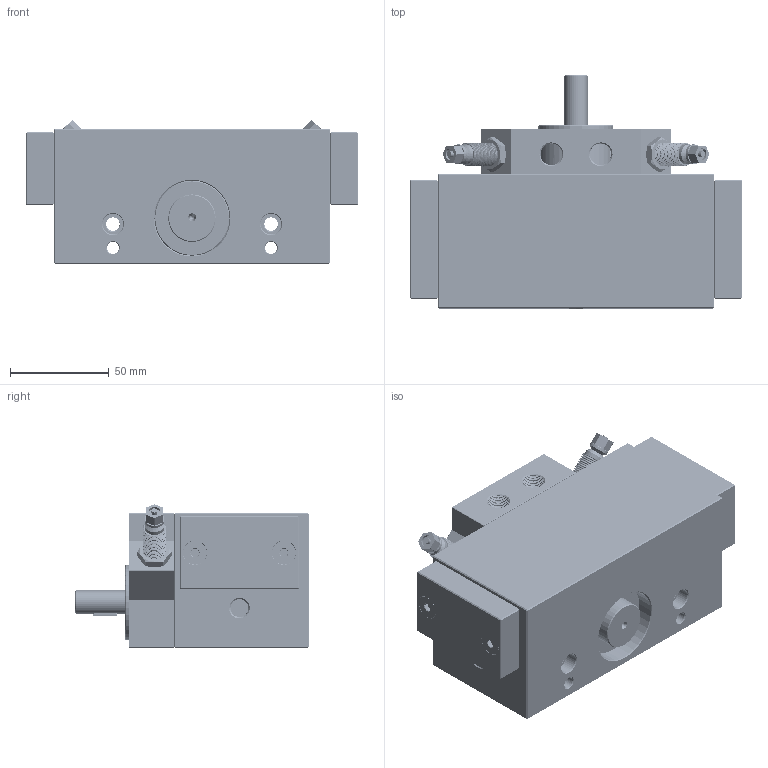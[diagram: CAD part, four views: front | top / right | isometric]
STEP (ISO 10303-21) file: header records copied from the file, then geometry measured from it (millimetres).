
FILE_DESCRIPTION(/* description */ (''),/* implementation_level */ '2;1');
FILE_NAME(/* name */ '2a2a73a5-98b5-4883-966f-ea0aa7e5559b.stp',/* time_stamp */ '2021-10-22T06:59:32+00:00',/* author */ (''),/* organization */ (''),/* preprocessor_version */ 'ST-DEVELOPER v18.1',/* originating_system */ 'Autodesk Translation Framework v10.10.0.1391',/* authorisation */ '');
FILE_SCHEMA (('AUTOMOTIVE_DESIGN { 1 0 10303 214 3 1 1 }'));
Products named in the file (14): MD 32/180 B; Body_part_1; Body_part_2; Body_part_3; AS 12/60; AS 12/60_1; Screw_M12; Hex_nut_M12; Flat_head_screw_M6; Socket_head_screw_M6; Rod; Pin_6; Woodruff_key_4x5; Pin_8
Assembly tree (19 placements, depth 3):
  MD 32/180 B
    Body_part_1
    Body_part_2  x2
    Body_part_3
    AS 12/60
      Screw_M12
      Hex_nut_M12
    AS 12/60_1
      Screw_M12
      Hex_nut_M12
    Flat_head_screw_M6  x2
    Socket_head_screw_M6  x2
    Pin_6  x2
    Rod
    Woodruff_key_4x5
    Pin_8
Bounding box: 168 x 118 x 72.48 mm (x, y, z)
Volume: 804726.3 mm3; surface area: 136603.2 mm2
Topology: 20 solids, 20 shells, 1956 faces, 5376 edges, 3479 vertices
Faces by surface type: cylinder 1297, plane 318, bspline 195, cone 132, sphere 12, torus 2
Full cylindrical faces by diameter (mm): 2 x1, 3 x2, 4.234 x9, 4.701 x44, 5.026 x50, 5.035 x20, 5.12 x3, 6 x112, 6.147 x12, 6.779 x42, 8 x4, 8.17 x23, 8.526 x14, 9 x2, 9.036 x30, 10 x6, 10.147 x32, 10.198 x16, 10.4 x4, 10.741 x62, 11 x2, 11.035 x111, 11.884 x82, 12 x5, 12.152 x109, 24 x1, 38 x3
Entity records: 128532 total; most frequent: CARTESIAN_POINT 95148, ORIENTED_EDGE 8374, DIRECTION 4550, EDGE_CURVE 4187, VERTEX_POINT 2718, B_SPLINE_CURVE_WITH_KNOTS 2615, AXIS2_PLACEMENT_3D 1675, EDGE_LOOP 1573
